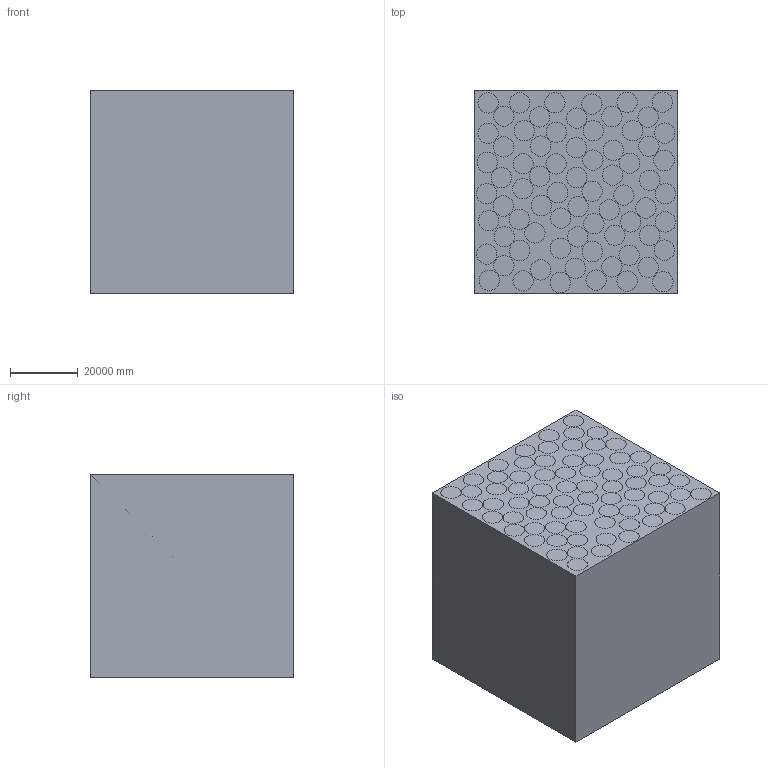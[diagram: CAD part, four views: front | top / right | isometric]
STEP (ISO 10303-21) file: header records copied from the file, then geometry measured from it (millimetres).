
FILE_DESCRIPTION(('Open CASCADE Model'),'2;1');
FILE_NAME('Open CASCADE Shape Model','2019-09-04T19:43:34',('Author'),( 'Open CASCADE'),'Open CASCADE STEP processor 7.1','Open CASCADE 7.1' ,'Unknown');
FILE_SCHEMA(('AUTOMOTIVE_DESIGN { 1 0 10303 214 1 1 1 1 }'));
Length unit declared in the file: metre
Products named in the file (2): Open CASCADE STEP translator 7.1 8; Open CASCADE STEP translator 7.1 8.1
Assembly tree (1 placements, depth 2):
  Open CASCADE STEP translator 7.1 8
    Open CASCADE STEP translator 7.1 8.1
Bounding box: 60000 x 60000 x 60000 mm (x, y, z)
Surface area: 184460163162.1 mm2 (no closed solid volume)
Topology: 0 solids, 217 shells, 294 faces, 588 edges, 296 vertices
Faces by surface type: plane 150, cylinder 144
Full cylindrical faces by diameter (mm): 6000 x144
Entity records: 10492 total; most frequent: CARTESIAN_POINT 3148, DIRECTION 1564, ORIENTED_EDGE 600, PCURVE 600, DEFINITIONAL_REPRESENTATION 600, AXIS2_PLACEMENT_3D 584, LINE 396, VECTOR 396
